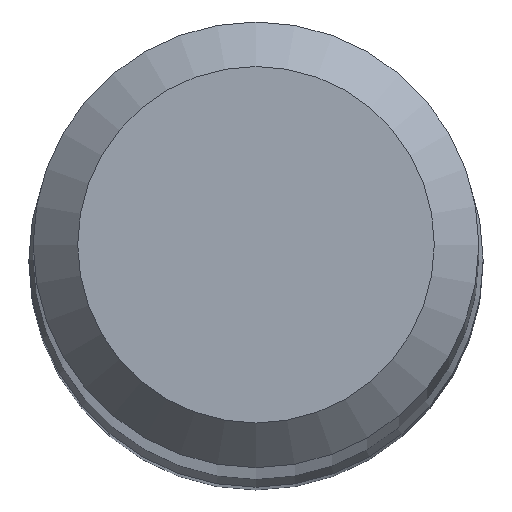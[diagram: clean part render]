
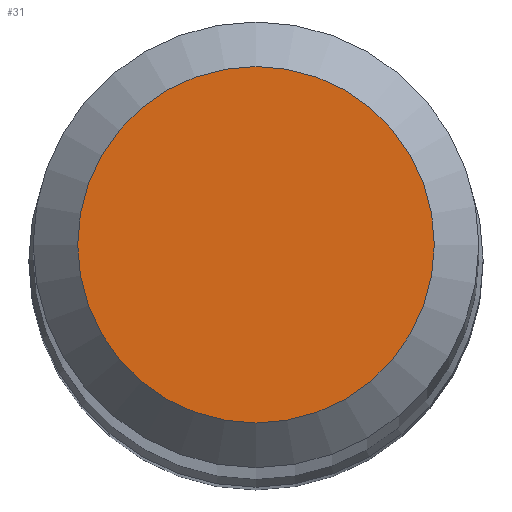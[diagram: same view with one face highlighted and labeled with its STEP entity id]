
A CAD part, top view. The second image highlights one B-rep face of the part: STEP entity #31.
In plain terms, the highlighted planar face has unit normal (0, 0, 1).
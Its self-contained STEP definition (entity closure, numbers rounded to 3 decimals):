
#20 = CIRCLE ( 'NONE', #80, 1.2 ) ;
#31 = ADVANCED_FACE ( 'NONE', ( #249 ), #87, .T. ) ;
#80 = AXIS2_PLACEMENT_3D ( 'NONE', #279, #97, #281 ) ;
#87 = PLANE ( 'NONE',  #199 ) ;
#97 = DIRECTION ( 'NONE',  ( 0., 0., -1. ) ) ;
#162 = DIRECTION ( 'NONE',  ( 0., -1., 0. ) ) ;
#166 = VERTEX_POINT ( 'NONE', #172 ) ;
#172 = CARTESIAN_POINT ( 'NONE',  ( 0., 1.2, 70. ) ) ;
#180 = CARTESIAN_POINT ( 'NONE',  ( 0., 0., 70. ) ) ;
#199 = AXIS2_PLACEMENT_3D ( 'NONE', #180, #274, #162 ) ;
#208 = EDGE_CURVE ( 'NONE', #166, #166, #20, .T. ) ;
#246 = EDGE_LOOP ( 'NONE', ( #277 ) ) ;
#249 = FACE_OUTER_BOUND ( 'NONE', #246, .T. ) ;
#274 = DIRECTION ( 'NONE',  ( 0., 0., 1. ) ) ;
#277 = ORIENTED_EDGE ( 'NONE', *, *, #208, .F. ) ;
#279 = CARTESIAN_POINT ( 'NONE',  ( 0., 0., 70. ) ) ;
#281 = DIRECTION ( 'NONE',  ( 0., 1., 0. ) ) ;
